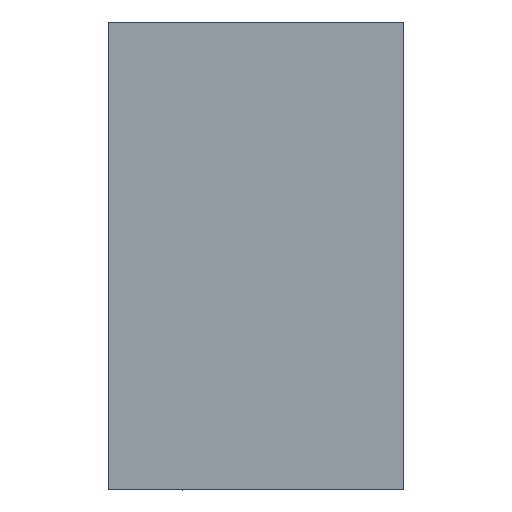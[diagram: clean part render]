
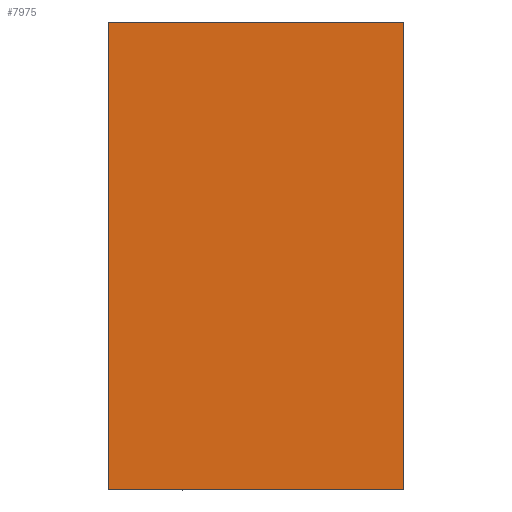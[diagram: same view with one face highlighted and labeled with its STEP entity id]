
A CAD part, top view. The second image highlights one B-rep face of the part: STEP entity #7975.
In plain terms, the highlighted planar face has unit normal (0, 0, 1).
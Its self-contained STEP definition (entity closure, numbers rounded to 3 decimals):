
#1526=CARTESIAN_POINT('',(-9.335,-9.1,5.35));
#1527=VERTEX_POINT('',#1526);
#1534=CARTESIAN_POINT('',(-9.335,9.1,5.35));
#1535=VERTEX_POINT('',#1534);
#1536=CARTESIAN_POINT('',(-9.335,9.1,5.35));
#1537=DIRECTION('',(0.0,-1.0,0.0));
#1538=VECTOR('',#1537,18.2);
#1539=LINE('',#1536,#1538);
#1540=EDGE_CURVE('',#1535,#1527,#1539,.T.);
#4932=CARTESIAN_POINT('',(2.165,9.1,5.35));
#4933=VERTEX_POINT('',#4932);
#4934=CARTESIAN_POINT('',(2.165,9.1,5.35));
#4935=DIRECTION('',(-1.0,0.0,0.0));
#4936=VECTOR('',#4935,11.5);
#4937=LINE('',#4934,#4936);
#4938=EDGE_CURVE('',#4933,#1535,#4937,.T.);
#5091=CARTESIAN_POINT('',(2.165,-9.1,5.35));
#5092=VERTEX_POINT('',#5091);
#5099=CARTESIAN_POINT('',(-9.335,-9.1,5.35));
#5100=DIRECTION('',(1.0,0.0,0.0));
#5101=VECTOR('',#5100,11.5);
#5102=LINE('',#5099,#5101);
#5103=EDGE_CURVE('',#1527,#5092,#5102,.T.);
#7959=CARTESIAN_POINT('',(-6.19,-5.1,5.35));
#7960=DIRECTION('',(0.0,0.0,1.0));
#7961=DIRECTION('',(1.0,0.0,0.0));
#7962=AXIS2_PLACEMENT_3D('',#7959,#7960,#7961);
#7963=PLANE('',#7962);
#7964=ORIENTED_EDGE('',*,*,#4938,.T.);
#7965=ORIENTED_EDGE('',*,*,#1540,.T.);
#7966=ORIENTED_EDGE('',*,*,#5103,.T.);
#7967=CARTESIAN_POINT('',(2.165,-9.1,5.35));
#7968=DIRECTION('',(0.0,1.0,0.0));
#7969=VECTOR('',#7968,18.2);
#7970=LINE('',#7967,#7969);
#7971=EDGE_CURVE('',#5092,#4933,#7970,.T.);
#7972=ORIENTED_EDGE('',*,*,#7971,.T.);
#7973=EDGE_LOOP('',(#7964,#7965,#7966,#7972));
#7974=FACE_OUTER_BOUND('',#7973,.T.);
#7975=ADVANCED_FACE('',(#7974),#7963,.T.);
